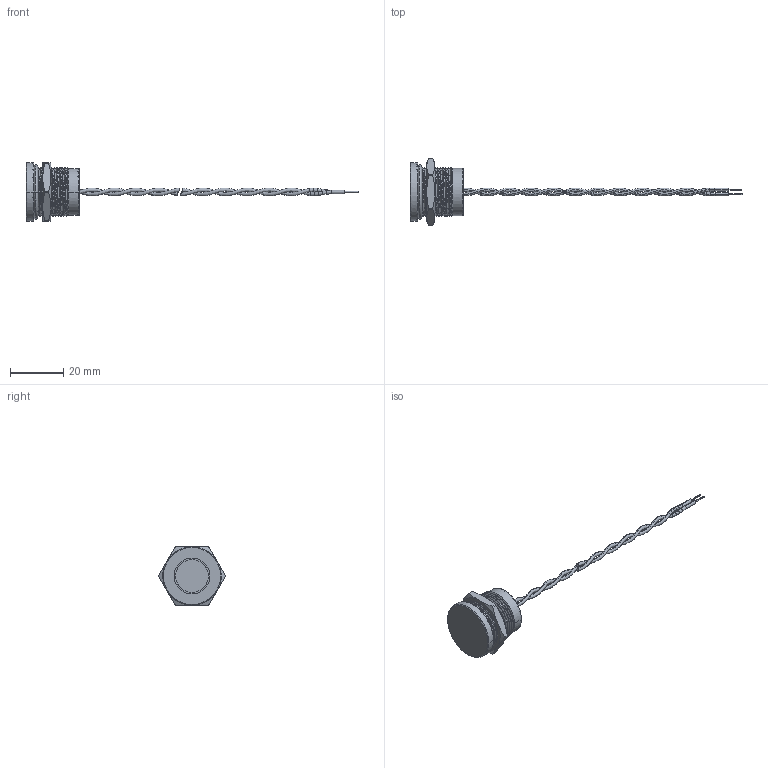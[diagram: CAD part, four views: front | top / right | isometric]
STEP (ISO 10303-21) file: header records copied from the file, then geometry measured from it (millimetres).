
FILE_DESCRIPTION((''),'2;1');
FILE_NAME('PS193PYSS_ASM','2025-07-01T',('Administrator'),(''),'PRO/ENGINEER BY PARAMETRIC TECHNOLOGY CORPORATION, 2010370','PRO/ENGINEER BY PARAMETRIC TECHNOLOGY CORPORATION, 2010370','');
FILE_SCHEMA(('CONFIG_CONTROL_DESIGN'));
Length unit declared in the file: millimetre
Products named in the file (16): A40606-PS193P-WK_AF0; A21315-GQ19-GDLM_AF3; A40606A-PS193P-WKZJ_AF0_ASM; A40628-PS16-TCPJJ_AF3; A40627-PS16-TCP_AF3; A40627A-PS16-TSPZJ_AF3_ASM; A40625X1-PS16-XLB_AF2; UL1007-26JX-N_AF20; UL1007-26JX-N_AF21; UL1007-26JX-NYCX; UL1007-26XT; A40629A-PSJXZJ-N_AF8_ASM; A40625X1C-PS16-ZFXLBZJ_AF0_ASM; A21316-GQ19-OXDQ_AF2; A40606-PS193PWK-WBFJ; PS193PYSS_ASM
Assembly tree (17 placements, depth 4):
  PS193PYSS_ASM
    A40606A-PS193P-WKZJ_AF0_ASM
      A40606-PS193P-WK_AF0
      A21315-GQ19-GDLM_AF3
    A40627A-PS16-TSPZJ_AF3_ASM
      A40628-PS16-TCPJJ_AF3
      A40627-PS16-TCP_AF3
    A40625X1C-PS16-ZFXLBZJ_AF0_ASM
      A40625X1-PS16-XLB_AF2
      A40629A-PSJXZJ-N_AF8_ASM
        UL1007-26JX-N_AF20
        UL1007-26JX-N_AF21
        UL1007-26JX-NYCX  x2
        UL1007-26XT  x2
    A21316-GQ19-OXDQ_AF2
    A40606-PS193PWK-WBFJ
Bounding box: 124.9 x 25.2 x 22 mm (x, y, z)
Surface area: 7497.1 mm2 (no closed solid volume)
Topology: 0 solids, 0 shells, 195 faces, 894 edges, 880 vertices
Faces by surface type: bspline 179, torus 12, sphere 4
Entity records: 31259 total; most frequent: CARTESIAN_POINT 24223, DIRECTION 1079, TRIMMED_CURVE 799, DEFINITIONAL_REPRESENTATION 774, PCURVE 774, COMPOSITE_CURVE_SEGMENT 774, VECTOR 641, LINE 641
